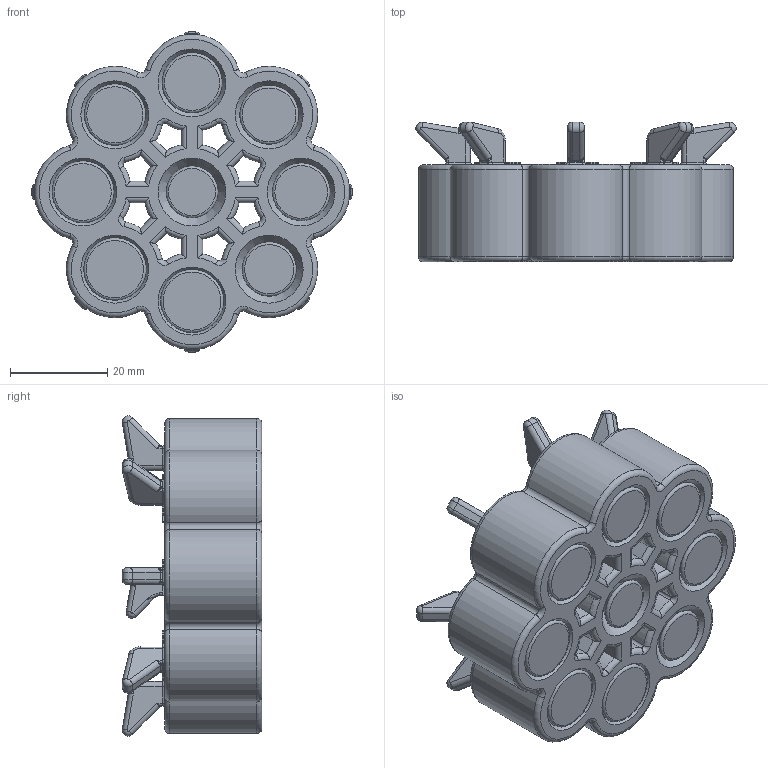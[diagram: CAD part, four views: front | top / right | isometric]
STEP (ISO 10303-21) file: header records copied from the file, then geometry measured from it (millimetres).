
FILE_DESCRIPTION(/* description */ ('STEP AP242','CAx-IF Rec.Pracs.---Representation and Presentation of Product Manufacturing Information (PMI)---4.0---2014-10-13','CAx-IF Rec.Pracs.---3D Tessellated Geometry---0.4---2014-09-14','2;1'),/* implementation_level */ '2;1');
FILE_NAME(/* name */ '6584483395c19012d04d8059',/* time_stamp */ '2023-12-21T14:14:12Z',/* author */ (''),/* organization */ (''),/* preprocessor_version */ 'ST-DEVELOPER v19.4',/* originating_system */ ' ',/* authorisation */ ' ');
FILE_SCHEMA (('AP242_MANAGED_MODEL_BASED_3D_ENGINEERING_MIM_LF { 1 0 10303 442 1 1 4 }'));
Length unit declared in the file: metre
Products named in the file (10): 3DPTOLCK
Bounding box: 66 x 28.75 x 66 mm (x, y, z)
Volume: 55074.2 mm3; surface area: 23889.4 mm2
Topology: 10 solids, 10 shells, 1442 faces, 3772 edges, 2394 vertices
Faces by surface type: plane 935, cylinder 233, torus 186, bspline 52, cone 36
Full cylindrical faces by diameter (mm): 5 x1, 5.4 x1, 6 x1, 6.2 x1, 6.4 x1, 6.6 x1, 6.7 x1, 6.8 x1, 6.9 x1, 7 x9
Entity records: 45099 total; most frequent: CARTESIAN_POINT 9995, ORIENTED_EDGE 7362, DIRECTION 6884, EDGE_CURVE 3681, LINE 2806, VECTOR 2806, VERTEX_POINT 2375, AXIS2_PLACEMENT_3D 2039
